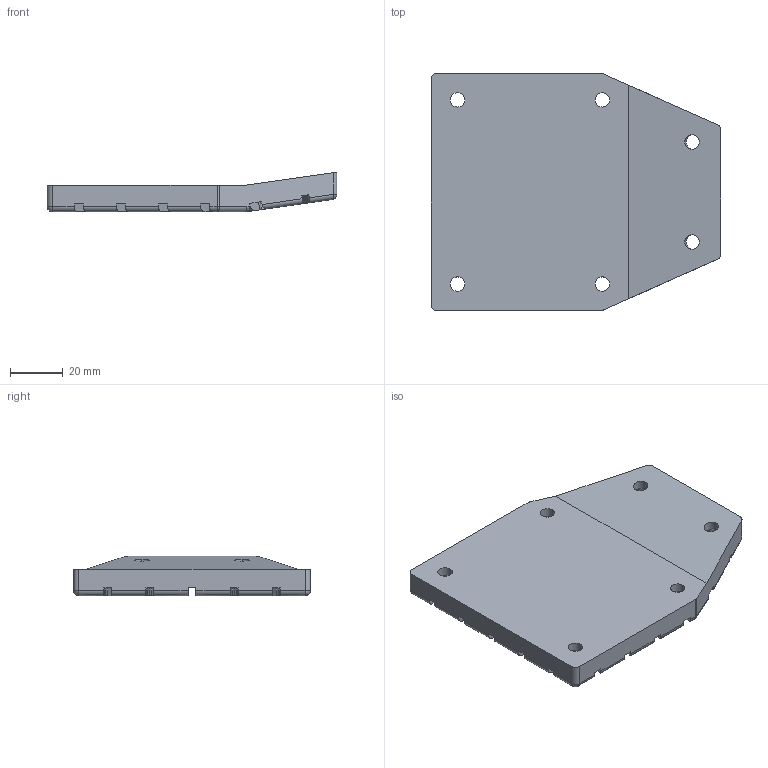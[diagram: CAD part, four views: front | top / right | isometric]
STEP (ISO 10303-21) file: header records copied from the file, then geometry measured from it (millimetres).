
FILE_DESCRIPTION (( 'STEP AP203' ), '1' );
FILE_NAME ('TA00-12-06-0003逋菁ヶ砎蝶菜.step', '2025-06-04T07:56:39', ( '' ), ( 'HP' ), 'SwSTEP 2.0', 'SolidWorks 2023', '' );
FILE_SCHEMA (( 'CONFIG_CONTROL_DESIGN' ));
Length unit declared in the file: millimetre
Products named in the file (1): TA00-12-06-0003足底前橡胶垫
Bounding box: 110 x 90 x 15 mm (x, y, z)
Volume: 77961.7 mm3; surface area: 27309.7 mm2
Topology: 1 solids, 1 shells, 422 faces, 1188 edges, 774 vertices
Faces by surface type: cylinder 206, plane 164, bspline 34, cone 12, sphere 6
Entity records: 14241 total; most frequent: CARTESIAN_POINT 3617, ORIENTED_EDGE 2368, DIRECTION 2094, EDGE_CURVE 1184, VERTEX_POINT 774, AXIS2_PLACEMENT_3D 741, VECTOR 612, LINE 612
